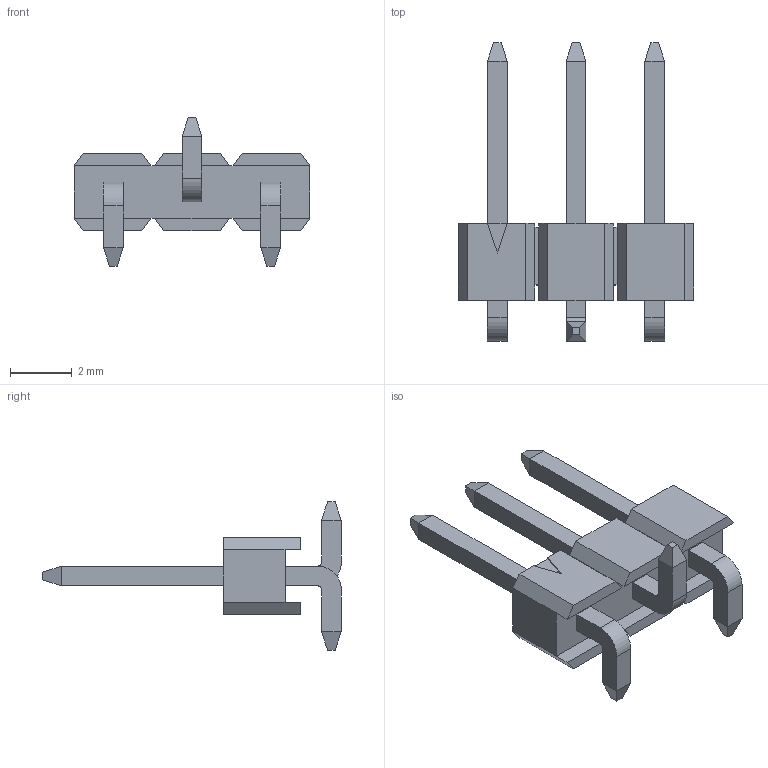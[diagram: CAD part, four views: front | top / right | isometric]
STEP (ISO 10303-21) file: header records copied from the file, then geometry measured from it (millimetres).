
FILE_DESCRIPTION(('STEP AP242'),'1');
FILE_NAME('878980304.stp','2025-03-20T10:38:55',('TraceParts'),('TraceParts S.A.'),'Spatial InterOp 3D',' ',' ');
FILE_SCHEMA(('AP242_MANAGED_MODEL_BASED_3D_ENGINEERING_MIM_LF {1 0 10303 442 1 1 4}'));
Length unit declared in the file: millimetre
Products named in the file (1): 878980304
Bounding box: 7.62 x 9.65 x 4.8 mm (x, y, z)
Volume: 49.8 mm3; surface area: 164 mm2
Topology: 1 solids, 1 shells, 115 faces, 277 edges, 170 vertices
Faces by surface type: plane 109, cylinder 6
Entity records: 4167 total; most frequent: CARTESIAN_POINT 563, ORIENTED_EDGE 554, DIRECTION 521, EDGE_CURVE 277, LINE 265, VECTOR 265, VERTEX_POINT 170, AXIS2_PLACEMENT_3D 128
